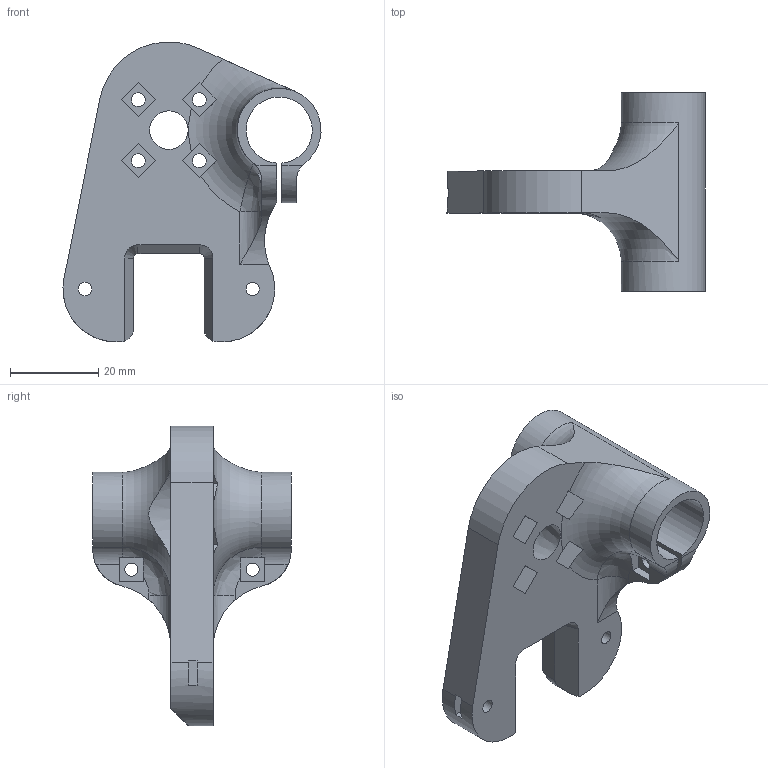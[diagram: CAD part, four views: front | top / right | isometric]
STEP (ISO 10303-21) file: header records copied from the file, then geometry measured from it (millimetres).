
FILE_DESCRIPTION(/* description */ (''),/* implementation_level */ '2;1');
FILE_NAME(/* name */ 'carriage_60mL v81.step',/* time_stamp */ '2021-04-30T16:45:35-04:00',/* author */ (''),/* organization */ (''),/* preprocessor_version */ 'ST-DEVELOPER v18.1',/* originating_system */ 'Autodesk Translation Framework v10.6.0.1341',/* authorisation */ '');
FILE_SCHEMA (('AUTOMOTIVE_DESIGN { 1 0 10303 214 3 1 1 }'));
Length unit declared in the file: millimetre
Products named in the file (1): carriage_60mL
Bounding box: 58.48 x 45 x 67.96 mm (x, y, z)
Volume: 27735.8 mm3; surface area: 13419.5 mm2
Topology: 1 solids, 1 shells, 106 faces, 294 edges, 193 vertices
Faces by surface type: plane 62, cylinder 37, cone 3, bspline 2, torus 2
Full cylindrical faces by diameter (mm): 3 x8, 3.2 x4, 12.7 x1
Entity records: 3768 total; most frequent: CARTESIAN_POINT 935, ORIENTED_EDGE 588, DIRECTION 566, EDGE_CURVE 294, AXIS2_PLACEMENT_3D 194, VERTEX_POINT 193, LINE 178, VECTOR 178
